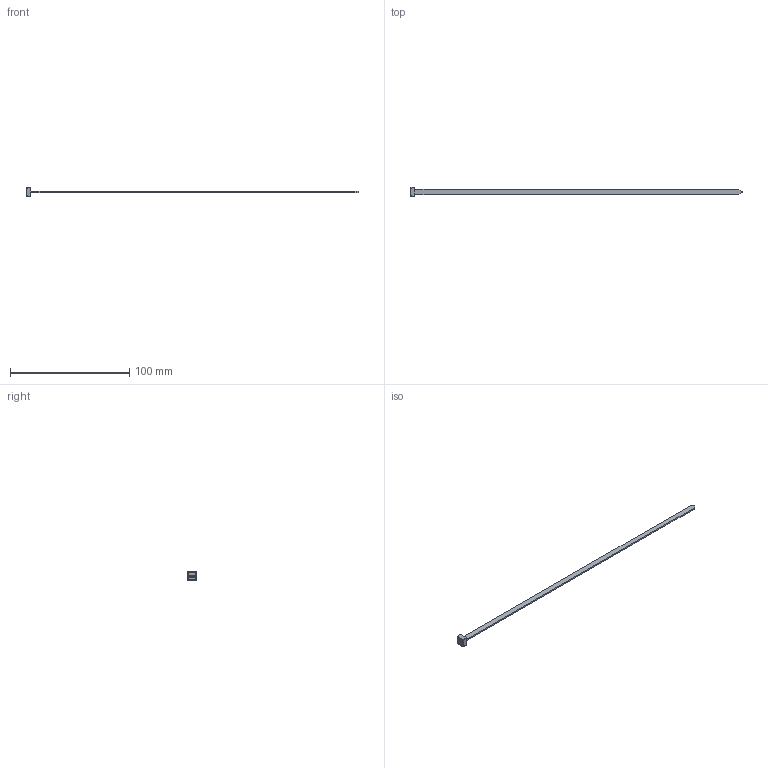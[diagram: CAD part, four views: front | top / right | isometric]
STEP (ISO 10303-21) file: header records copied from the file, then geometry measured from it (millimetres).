
FILE_DESCRIPTION(/* description */ (''),/* implementation_level */ '2;1');
FILE_NAME(/* name */ 'PANDUIT_SST3S.stp',/* time_stamp */ '2020-06-11T08:33:33-05:00',/* author */ (''),/* organization */ (''),/* preprocessor_version */ 'ST-DEVELOPER v16',/* originating_system */ 'SIEMENS PLM Software NX 11.0',/* authorisation */ '');
FILE_SCHEMA (('AP203_CONFIGURATION_CONTROLLED_3D_DESIGN_OF_MECHANICAL_PARTS_AND_ASSEMBLIES_MIM_LF { 1 0 10303 403 2 1 2}'));
Length unit declared in the file: inch
Products named in the file (1): BWG049026A1rio4
Bounding box: 278.74 x 7.83 x 7.83 mm (x, y, z)
Volume: 1744.8 mm3; surface area: 3461.5 mm2
Topology: 1 solids, 2 shells, 43 faces, 96 edges, 58 vertices
Faces by surface type: plane 20, cylinder 15, bspline 8
Entity records: 1343 total; most frequent: CARTESIAN_POINT 289, DIRECTION 205, ORIENTED_EDGE 192, EDGE_CURVE 96, AXIS2_PLACEMENT_3D 74, VERTEX_POINT 58, LINE 57, VECTOR 57
